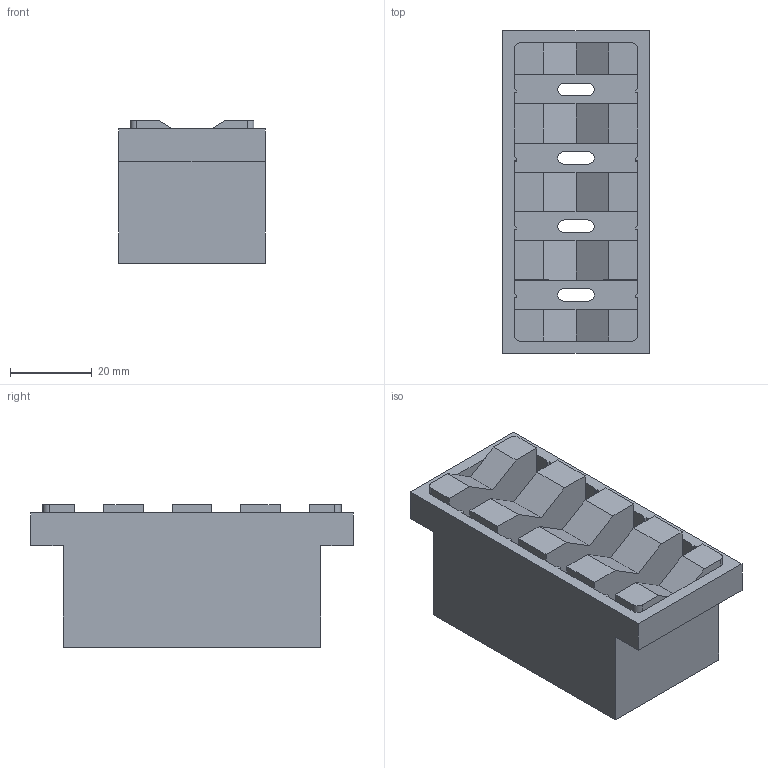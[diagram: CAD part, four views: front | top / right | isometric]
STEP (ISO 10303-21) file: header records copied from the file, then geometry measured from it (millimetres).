
FILE_DESCRIPTION (( 'STEP AP214' ), '1' );
FILE_NAME ('Holster A.STEP', '2021-12-07T16:54:33', ( '' ), ( '' ), 'SwSTEP 2.0', 'SolidWorks 2021', '' );
FILE_SCHEMA (( 'AUTOMOTIVE_DESIGN' ));
Length unit declared in the file: millimetre
Products named in the file (1): Holster A
Bounding box: 36 x 79.2 x 34.93 mm (x, y, z)
Volume: 54018.6 mm3; surface area: 22276.5 mm2
Topology: 1 solids, 1 shells, 122 faces, 337 edges, 218 vertices
Faces by surface type: plane 106, cylinder 16
Entity records: 3863 total; most frequent: CARTESIAN_POINT 678, ORIENTED_EDGE 674, DIRECTION 615, EDGE_CURVE 337, LINE 305, VECTOR 305, VERTEX_POINT 218, AXIS2_PLACEMENT_3D 155
